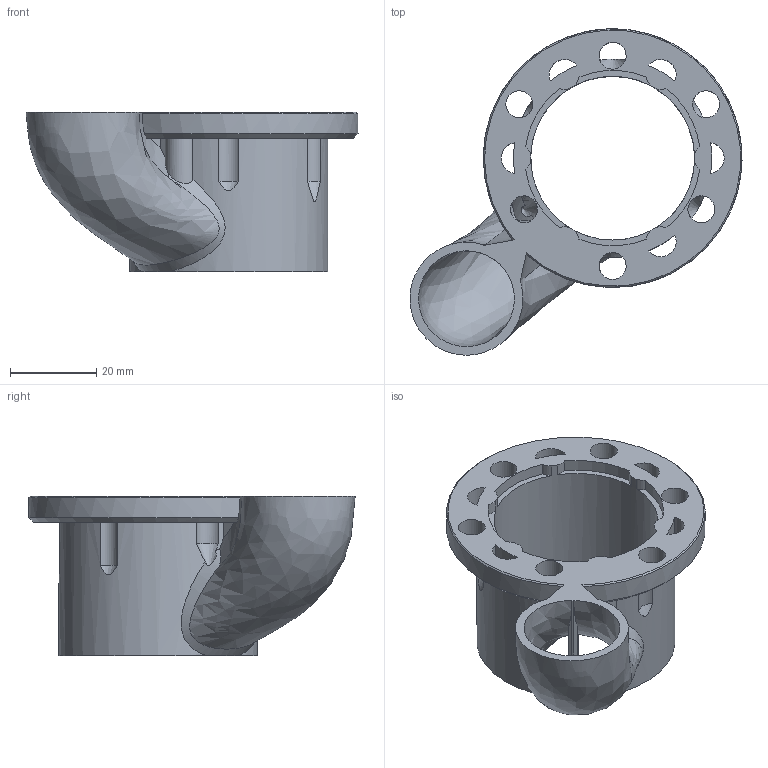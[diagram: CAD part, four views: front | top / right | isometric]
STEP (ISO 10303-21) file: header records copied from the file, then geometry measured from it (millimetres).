
FILE_DESCRIPTION(/* description */ ('STEP AP203'),/* implementation_level */ '2;1');
FILE_NAME(/* name */ '300W Spindle Dust Shoe - 300W Spindle Dust Shoe Ext',/* time_stamp */ '2024-10-30T16:30:00Z',/* author */ (''),/* organization */ (''),/* preprocessor_version */ 'ST-DEVELOPER v20',/* originating_system */ ' ',/* authorisation */ ' ');
FILE_SCHEMA (('CONFIG_CONTROL_DESIGN'));
Length unit declared in the file: metre
Products named in the file (1): 300W Spindle Dust Shoe Ext
Bounding box: 76.99 x 75.69 x 37 mm (x, y, z)
Volume: 28458.1 mm3; surface area: 20966.6 mm2
Topology: 1 solids, 1 shells, 73 faces, 252 edges, 168 vertices
Faces by surface type: cylinder 38, plane 20, cone 8, bspline 7
Full cylindrical faces by diameter (mm): 6.25 x6, 38 x1, 43.8 x1
Entity records: 5471 total; most frequent: CARTESIAN_POINT 3373, ORIENTED_EDGE 458, DIRECTION 409, EDGE_CURVE 229, AXIS2_PLACEMENT_3D 173, VERTEX_POINT 157, CIRCLE 106, FACE_BOUND 100
